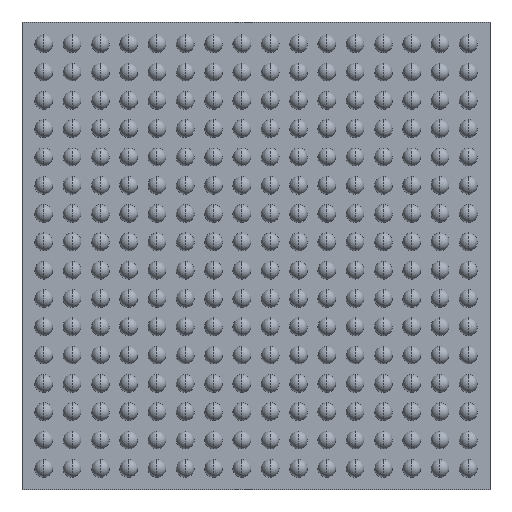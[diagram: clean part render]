
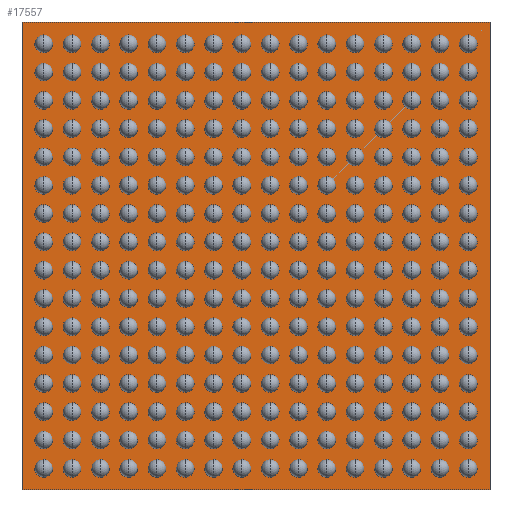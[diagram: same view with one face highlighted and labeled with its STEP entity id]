
A CAD part, front view. The second image highlights one B-rep face of the part: STEP entity #17557.
In plain terms, the highlighted planar face has unit normal (0, -1, 0).
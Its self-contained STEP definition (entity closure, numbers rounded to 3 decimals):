
#781 = ORIENTED_EDGE ( 'NONE', *, *, #11702, .F. ) ;
#1223 = CARTESIAN_POINT ( 'NONE',  ( 0., 0., 0. ) ) ;
#1347 = EDGE_CURVE ( 'NONE', #9824, #9299, #21639, .T. ) ;
#1561 = ORIENTED_EDGE ( 'NONE', *, *, #13907, .F. ) ;
#2141 = ORIENTED_EDGE ( 'NONE', *, *, #1347, .F. ) ;
#2524 = DIRECTION ( 'NONE',  ( 0., 0., 1. ) ) ;
#2593 = CARTESIAN_POINT ( 'NONE',  ( -10.5, 0., 10.5 ) ) ;
#2909 = DIRECTION ( 'NONE',  ( 0., 1., 0. ) ) ;
#4039 = DIRECTION ( 'NONE',  ( 1., 0., 0. ) ) ;
#4346 = VECTOR ( 'NONE', #2524, 1000. ) ;
#4529 = DIRECTION ( 'NONE',  ( -1., 0., 0. ) ) ;
#4634 = DIRECTION ( 'NONE',  ( 0., 0., 1. ) ) ;
#4877 = ORIENTED_EDGE ( 'NONE', *, *, #10703, .F. ) ;
#5032 = CARTESIAN_POINT ( 'NONE',  ( 10.5, 0., 10.5 ) ) ;
#6344 = PLANE ( 'NONE',  #21746 ) ;
#8000 = CARTESIAN_POINT ( 'NONE',  ( 10.5, 0., -10.5 ) ) ;
#8004 = EDGE_LOOP ( 'NONE', ( #4877, #781, #1561, #2141 ) ) ;
#8263 = LINE ( 'NONE', #5032, #10096 ) ;
#9299 = VERTEX_POINT ( 'NONE', #17442 ) ;
#9824 = VERTEX_POINT ( 'NONE', #20901 ) ;
#10096 = VECTOR ( 'NONE', #13637, 1000. ) ;
#10703 = EDGE_CURVE ( 'NONE', #15338, #9824, #12492, .T. ) ;
#11702 = EDGE_CURVE ( 'NONE', #18677, #15338, #16059, .T. ) ;
#12084 = FACE_OUTER_BOUND ( 'NONE', #8004, .T. ) ;
#12163 = VECTOR ( 'NONE', #4039, 1000. ) ;
#12492 = LINE ( 'NONE', #2593, #4346 ) ;
#13637 = DIRECTION ( 'NONE',  ( 0., 0., -1. ) ) ;
#13876 = CARTESIAN_POINT ( 'NONE',  ( -10.5, 0., -10.5 ) ) ;
#13907 = EDGE_CURVE ( 'NONE', #9299, #18677, #8263, .T. ) ;
#15338 = VERTEX_POINT ( 'NONE', #13876 ) ;
#15543 = VECTOR ( 'NONE', #4529, 1000. ) ;
#16059 = LINE ( 'NONE', #8000, #15543 ) ;
#17327 = CARTESIAN_POINT ( 'NONE',  ( 10.5, 0., 10.5 ) ) ;
#17442 = CARTESIAN_POINT ( 'NONE',  ( 10.5, 0., 10.5 ) ) ;
#17557 = ADVANCED_FACE ( 'NONE', ( #12084 ), #6344, .F. ) ;
#18677 = VERTEX_POINT ( 'NONE', #20532 ) ;
#20532 = CARTESIAN_POINT ( 'NONE',  ( 10.5, 0., -10.5 ) ) ;
#20901 = CARTESIAN_POINT ( 'NONE',  ( -10.5, 0., 10.5 ) ) ;
#21639 = LINE ( 'NONE', #17327, #12163 ) ;
#21746 = AXIS2_PLACEMENT_3D ( 'NONE', #1223, #2909, #4634 ) ;
